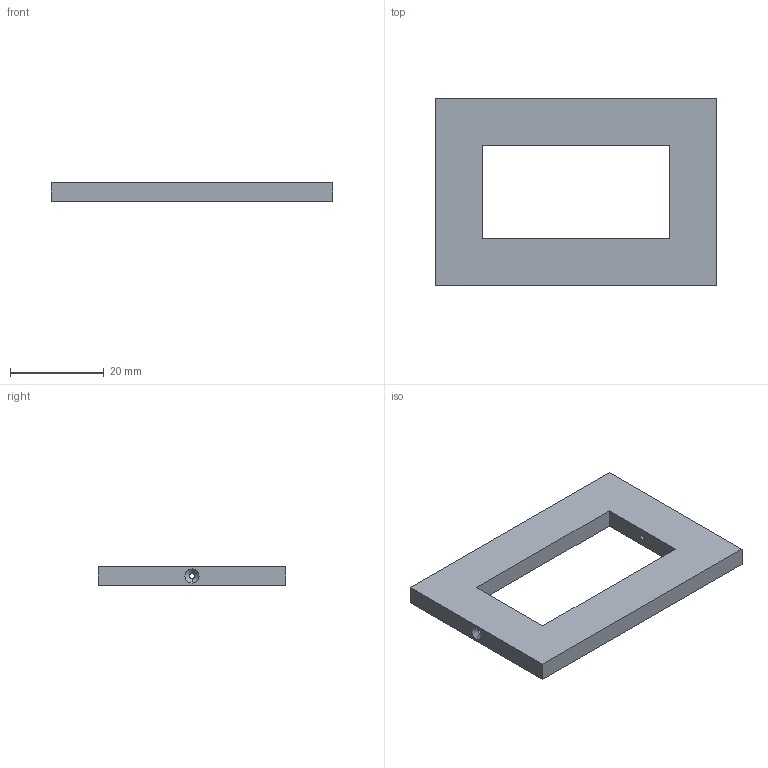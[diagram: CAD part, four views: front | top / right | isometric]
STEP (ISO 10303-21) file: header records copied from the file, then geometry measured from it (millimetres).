
FILE_DESCRIPTION (( 'STEP AP214' ), '1' );
FILE_NAME ('gelatin_microfluidics_mould.STEP', '2017-07-28T09:34:28', ( '' ), ( '' ), 'SwSTEP 2.0', 'SolidWorks 2015', '' );
FILE_SCHEMA (( 'AUTOMOTIVE_DESIGN' ));
Length unit declared in the file: millimetre
Products named in the file (1): gelatin_microfluidics_mould
Bounding box: 60 x 40 x 4 mm (x, y, z)
Volume: 6379.1 mm3; surface area: 4538.6 mm2
Topology: 1 solids, 1 shells, 18 faces, 44 edges, 28 vertices
Faces by surface type: plane 10, cone 4, cylinder 4
Entity records: 772 total; most frequent: DIRECTION 94, CARTESIAN_POINT 91, ORIENTED_EDGE 88, EDGE_CURVE 44, VECTOR 32, LINE 32, AXIS2_PLACEMENT_3D 31, VERTEX_POINT 28
